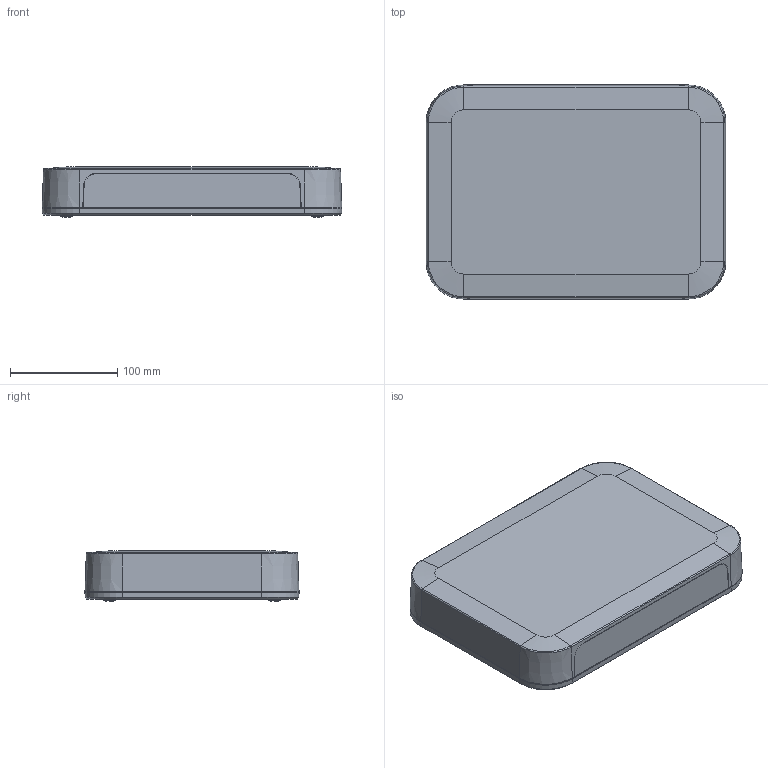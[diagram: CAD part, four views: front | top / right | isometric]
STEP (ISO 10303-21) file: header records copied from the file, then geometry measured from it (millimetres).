
FILE_DESCRIPTION((''),'2;1');
FILE_NAME('pf28-5-20.stp','2017-12-11T16:55:09',('takachi'),(''),'Autodesk Inventor 2013','Autodesk Inventor 2013','');
FILE_SCHEMA(('AUTOMOTIVE_DESIGN { 1 0 10303 214 1 1 1 1 }'));
Length unit declared in the file: millimetre
Products named in the file (6): PF28-5-20(T) ビス、ゴム足付; PFC28-5-20(T); PFP28-5; PFB28-20; Cross Recessed Pan Head Tapping Screw - Type F - Type I - Metric M3x0.5 x 8; PFF-M3
Assembly tree (12 placements, depth 2):
  PF28-5-20(T) ビス、ゴム足付
    PFC28-5-20(T)
    PFP28-5  x2
    PFB28-20
    Cross Recessed Pan Head Tapping Screw - Type F - Type I - Metric M3x0.5 x 8  x4
    PFF-M3  x4
Bounding box: 280 x 200 x 47 mm (x, y, z)
Volume: 461888.7 mm3; surface area: 309094.6 mm2
Topology: 12 solids, 12 shells, 1602 faces, 4003 edges, 2561 vertices
Faces by surface type: plane 875, bspline 218, cone 186, cylinder 172, torus 115, sphere 36
Full cylindrical faces by diameter (mm): 2 x17, 2.5 x4, 3 x4, 3.5 x4, 6 x2, 7 x17
Entity records: 42863 total; most frequent: CARTESIAN_POINT 12897, ORIENTED_EDGE 6222, DIRECTION 5536, EDGE_CURVE 3111, VERTEX_POINT 2093, VECTOR 2060, LINE 2060, AXIS2_PLACEMENT_3D 1738
